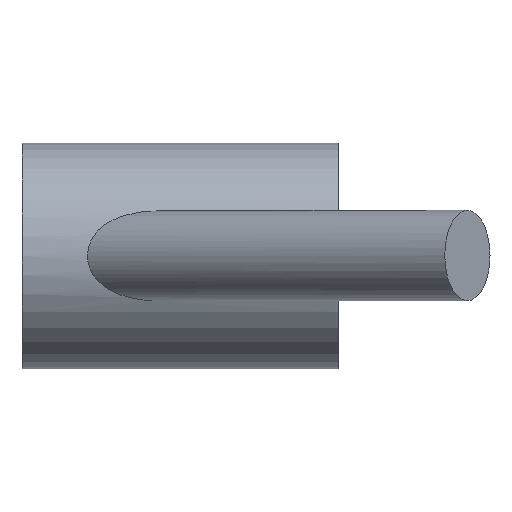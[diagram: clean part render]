
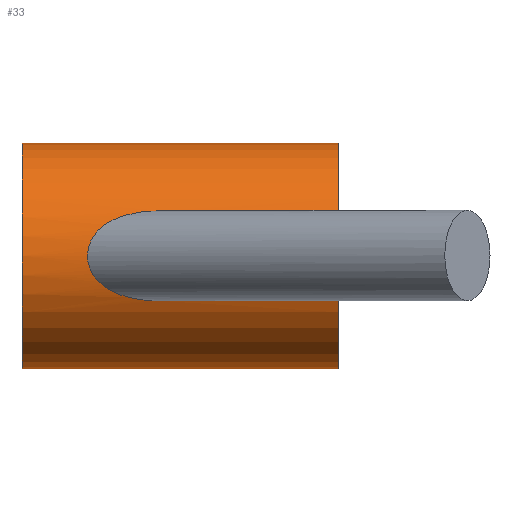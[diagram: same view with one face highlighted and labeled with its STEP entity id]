
A CAD part, top view. The second image highlights one B-rep face of the part: STEP entity #33.
In plain terms, the highlighted cylindrical face has radius 25 mm (diameter 50 mm), a partial arc.
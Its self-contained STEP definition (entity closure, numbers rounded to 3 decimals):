
#27=FACE_BOUND('',#47,.F.);
#28=CYLINDRICAL_SURFACE('',#134,25.);
#33=ADVANCED_FACE('',(#27,#40),#28,.T.);
#40=FACE_OUTER_BOUND('',#48,.F.);
#47=EDGE_LOOP('',(#56,#57));
#48=EDGE_LOOP('',(#58,#59,#60,#61));
#56=ORIENTED_EDGE('',*,*,#104,.T.);
#57=ORIENTED_EDGE('',*,*,#103,.T.);
#58=ORIENTED_EDGE('',*,*,#106,.T.);
#59=ORIENTED_EDGE('',*,*,#109,.T.);
#60=ORIENTED_EDGE('',*,*,#108,.F.);
#61=ORIENTED_EDGE('',*,*,#110,.T.);
#89=LINE('',#257,#93);
#90=LINE('',#259,#94);
#93=VECTOR('',#145,70.);
#94=VECTOR('',#148,70.);
#99=CIRCLE('',#129,25.);
#100=CIRCLE('',#130,25.);
#103=EDGE_CURVE('',#124,#123,#115,.T.);
#104=EDGE_CURVE('',#123,#124,#116,.T.);
#106=EDGE_CURVE('',#120,#121,#89,.T.);
#108=EDGE_CURVE('',#119,#122,#90,.T.);
#109=EDGE_CURVE('',#121,#122,#99,.T.);
#110=EDGE_CURVE('',#119,#120,#100,.T.);
#115=B_SPLINE_CURVE_WITH_KNOTS('',3,(#184,#185,#186,#187,#188,#189,#190,
#191,#192,#193,#194,#195,#196,#197,#198,#199,#200,#201,#202,#203,#204,#205,
#206,#207,#208,#209,#210,#211,#212,#213,#214,#215,#216,#217,#218,#219,#220,
#221,#222,#223,#224),.UNSPECIFIED.,.F.,.F.,(4,1,1,1,1,1,1,1,1,1,1,1,1,1,
1,1,1,1,1,1,1,1,1,1,1,1,1,1,1,1,1,1,1,1,1,1,1,1,4),(0.,0.033,
0.057,0.086,0.115,0.144,
0.173,0.202,0.231,0.26,
0.288,0.315,0.342,0.369,
0.394,0.418,0.44,0.461,
0.481,0.5,0.519,0.539,0.56,
0.582,0.606,0.631,0.658,0.685,
0.712,0.74,0.769,0.798,
0.827,0.856,0.885,0.914,0.943,
0.967,1.),.UNSPECIFIED.);
#116=B_SPLINE_CURVE_WITH_KNOTS('',3,(#225,#226,#227,#228,#229,#230,#231,
#232,#233,#234,#235,#236,#237,#238,#239,#240,#241,#242,#243,#244,#245,#246,
#247,#248,#249,#250,#251,#252,#253,#254,#255),.UNSPECIFIED.,.F.,.F.,(4,1,
1,1,1,1,1,1,1,1,1,1,1,1,1,1,1,1,1,1,1,1,1,1,1,1,1,1,4),(0.,0.051,
0.086,0.128,0.168,0.207,
0.245,0.281,0.316,0.349,0.381,
0.411,0.441,0.471,0.5,0.529,
0.559,0.589,0.619,0.651,
0.684,0.719,0.755,0.793,
0.832,0.872,0.914,0.949,
1.),.UNSPECIFIED.);
#119=VERTEX_POINT('',#178);
#120=VERTEX_POINT('',#179);
#121=VERTEX_POINT('',#180);
#122=VERTEX_POINT('',#181);
#123=VERTEX_POINT('',#182);
#124=VERTEX_POINT('',#183);
#129=AXIS2_PLACEMENT_3D('',#260,#149,#150);
#130=AXIS2_PLACEMENT_3D('',#261,#151,#152);
#134=AXIS2_PLACEMENT_3D('',#267,#161,#162);
#145=DIRECTION('',(-1.,0.,0.));
#148=DIRECTION('',(-1.,0.,0.));
#149=DIRECTION('',(-1.,0.,0.));
#150=DIRECTION('',(0.,-1.,0.));
#151=DIRECTION('',(1.,0.,0.));
#152=DIRECTION('',(0.,1.,0.));
#161=DIRECTION('',(1.,0.,0.));
#162=DIRECTION('',(0.,0.996,-0.087));
#178=CARTESIAN_POINT('',(70.,25.,0.));
#179=CARTESIAN_POINT('',(70.,-25.,0.));
#180=CARTESIAN_POINT('',(0.,-25.,0.));
#181=CARTESIAN_POINT('',(0.,25.,0.));
#182=CARTESIAN_POINT('',(30.902,10.,22.913));
#183=CARTESIAN_POINT('',(30.902,-10.,22.913));
#184=CARTESIAN_POINT('',(30.902,-10.,22.913));
#185=CARTESIAN_POINT('',(31.508,-10.,22.913));
#186=CARTESIAN_POINT('',(32.55,-9.976,22.923));
#187=CARTESIAN_POINT('',(34.117,-9.885,22.963));
#188=CARTESIAN_POINT('',(35.604,-9.751,23.02));
#189=CARTESIAN_POINT('',(37.179,-9.557,23.102));
#190=CARTESIAN_POINT('',(38.749,-9.311,23.202));
#191=CARTESIAN_POINT('',(40.309,-9.014,23.319));
#192=CARTESIAN_POINT('',(41.852,-8.666,23.451));
#193=CARTESIAN_POINT('',(43.372,-8.266,23.595));
#194=CARTESIAN_POINT('',(44.861,-7.815,23.749));
#195=CARTESIAN_POINT('',(46.308,-7.309,23.91));
#196=CARTESIAN_POINT('',(47.704,-6.747,24.075));
#197=CARTESIAN_POINT('',(49.035,-6.127,24.24));
#198=CARTESIAN_POINT('',(50.284,-5.447,24.403));
#199=CARTESIAN_POINT('',(51.431,-4.703,24.558));
#200=CARTESIAN_POINT('',(52.449,-3.893,24.7));
#201=CARTESIAN_POINT('',(53.31,-3.017,24.823));
#202=CARTESIAN_POINT('',(53.979,-2.072,24.92));
#203=CARTESIAN_POINT('',(54.414,-1.06,24.985));
#204=CARTESIAN_POINT('',(54.565,0.,25.007));
#205=CARTESIAN_POINT('',(54.414,1.06,24.985));
#206=CARTESIAN_POINT('',(53.979,2.072,24.92));
#207=CARTESIAN_POINT('',(53.31,3.017,24.823));
#208=CARTESIAN_POINT('',(52.449,3.893,24.7));
#209=CARTESIAN_POINT('',(51.431,4.703,24.558));
#210=CARTESIAN_POINT('',(50.284,5.447,24.403));
#211=CARTESIAN_POINT('',(49.035,6.127,24.24));
#212=CARTESIAN_POINT('',(47.704,6.747,24.075));
#213=CARTESIAN_POINT('',(46.308,7.309,23.91));
#214=CARTESIAN_POINT('',(44.861,7.815,23.749));
#215=CARTESIAN_POINT('',(43.372,8.266,23.595));
#216=CARTESIAN_POINT('',(41.852,8.666,23.451));
#217=CARTESIAN_POINT('',(40.309,9.014,23.319));
#218=CARTESIAN_POINT('',(38.749,9.311,23.202));
#219=CARTESIAN_POINT('',(37.179,9.557,23.102));
#220=CARTESIAN_POINT('',(35.604,9.751,23.02));
#221=CARTESIAN_POINT('',(34.117,9.885,22.963));
#222=CARTESIAN_POINT('',(32.55,9.976,22.923));
#223=CARTESIAN_POINT('',(31.508,10.,22.913));
#224=CARTESIAN_POINT('',(30.902,10.,22.913));
#225=CARTESIAN_POINT('',(30.902,10.,22.913));
#226=CARTESIAN_POINT('',(30.177,10.,22.913));
#227=CARTESIAN_POINT('',(28.947,9.967,22.927));
#228=CARTESIAN_POINT('',(27.128,9.821,22.99));
#229=CARTESIAN_POINT('',(25.465,9.598,23.085));
#230=CARTESIAN_POINT('',(23.771,9.255,23.225));
#231=CARTESIAN_POINT('',(22.166,8.799,23.402));
#232=CARTESIAN_POINT('',(20.669,8.227,23.611));
#233=CARTESIAN_POINT('',(19.297,7.536,23.841));
#234=CARTESIAN_POINT('',(18.07,6.727,24.084));
#235=CARTESIAN_POINT('',(17.002,5.806,24.323));
#236=CARTESIAN_POINT('',(16.11,4.782,24.547));
#237=CARTESIAN_POINT('',(15.404,3.669,24.738));
#238=CARTESIAN_POINT('',(14.894,2.486,24.886));
#239=CARTESIAN_POINT('',(14.585,1.256,24.979));
#240=CARTESIAN_POINT('',(14.483,0.,25.011));
#241=CARTESIAN_POINT('',(14.585,-1.256,24.979));
#242=CARTESIAN_POINT('',(14.894,-2.486,24.886));
#243=CARTESIAN_POINT('',(15.404,-3.669,24.738));
#244=CARTESIAN_POINT('',(16.11,-4.782,24.547));
#245=CARTESIAN_POINT('',(17.002,-5.806,24.323));
#246=CARTESIAN_POINT('',(18.07,-6.727,24.084));
#247=CARTESIAN_POINT('',(19.297,-7.536,23.841));
#248=CARTESIAN_POINT('',(20.669,-8.227,23.611));
#249=CARTESIAN_POINT('',(22.166,-8.799,23.402));
#250=CARTESIAN_POINT('',(23.771,-9.255,23.225));
#251=CARTESIAN_POINT('',(25.465,-9.598,23.085));
#252=CARTESIAN_POINT('',(27.128,-9.821,22.99));
#253=CARTESIAN_POINT('',(28.947,-9.967,22.927));
#254=CARTESIAN_POINT('',(30.177,-10.,22.913));
#255=CARTESIAN_POINT('',(30.902,-10.,22.913));
#257=CARTESIAN_POINT('',(70.,-25.,0.));
#259=CARTESIAN_POINT('',(70.,25.,0.));
#260=CARTESIAN_POINT('',(0.,0.,0.));
#261=CARTESIAN_POINT('',(70.,0.,0.));
#267=CARTESIAN_POINT('',(73.5,0.,0.));
